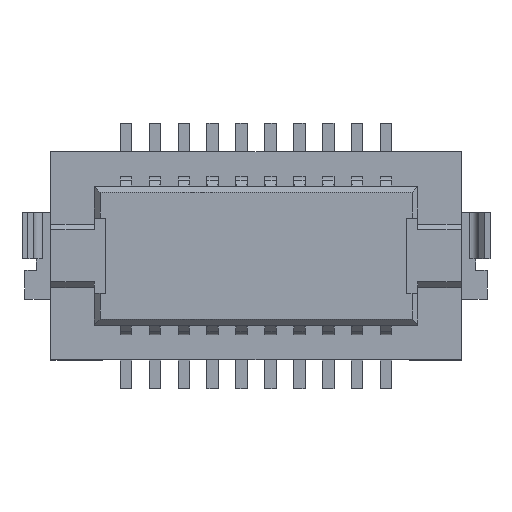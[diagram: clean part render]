
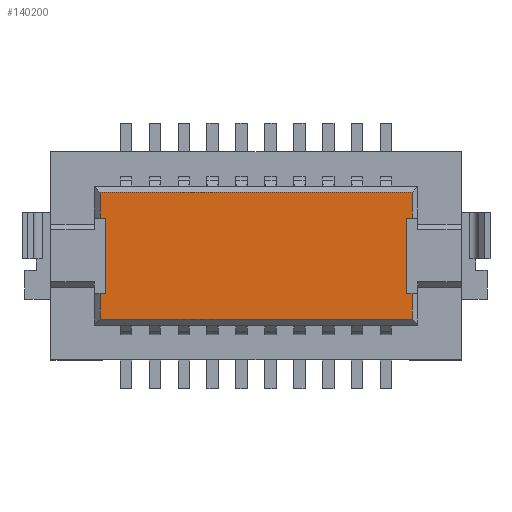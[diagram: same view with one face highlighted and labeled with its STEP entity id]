
A CAD part, top view. The second image highlights one B-rep face of the part: STEP entity #140200.
In plain terms, the highlighted planar face has unit normal (0, 0, 1).
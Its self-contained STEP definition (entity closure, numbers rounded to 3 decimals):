
#6860=CARTESIAN_POINT('',(-1.35,2.15,2.2));
#6870=VERTEX_POINT('',#6860);
#6900=CARTESIAN_POINT('',(1.5,2.15,2.2));
#6910=DIRECTION('',(1.,0.,0.));
#6920=VECTOR('',#6910,1.);
#6930=LINE('',#6900,#6920);
#6940=CARTESIAN_POINT('',(-1.25,2.15,2.2));
#6950=VERTEX_POINT('',#6940);
#6960=EDGE_CURVE('',#6870,#6950,#6930,.T.);
#9740=CARTESIAN_POINT('',(-1.35,0.4,2.2));
#9750=VERTEX_POINT('',#9740);
#9900=CARTESIAN_POINT('',(-1.35,0.85,2.2));
#9910=VERTEX_POINT('',#9900);
#9940=CARTESIAN_POINT('',(-1.35,0.625,2.2));
#9950=DIRECTION('',(0.,-1.,0.));
#9960=VECTOR('',#9950,1.);
#9970=LINE('',#9940,#9960);
#9980=EDGE_CURVE('',#9910,#9750,#9970,.T.);
#11020=CARTESIAN_POINT('',(-1.25,0.,2.2));
#11030=DIRECTION('',(0.,-1.,0.));
#11040=VECTOR('',#11030,1.);
#11050=LINE('',#11020,#11040);
#11060=CARTESIAN_POINT('',(-1.25,0.85,2.2));
#11070=VERTEX_POINT('',#11060);
#11080=EDGE_CURVE('',#6950,#11070,#11050,.T.);
#19100=CARTESIAN_POINT('',(1.5,0.85,2.2));
#19110=DIRECTION('',(-1.,0.,0.));
#19120=VECTOR('',#19110,1.);
#19130=LINE('',#19100,#19120);
#19140=EDGE_CURVE('',#11070,#9910,#19130,.T.);
#25900=CARTESIAN_POINT('',(-1.35,2.6,2.2));
#25910=VERTEX_POINT('',#25900);
#25940=CARTESIAN_POINT('',(-1.35,2.375,2.2));
#25950=DIRECTION('',(0.,-1.,0.));
#25960=VECTOR('',#25950,1.);
#25970=LINE('',#25940,#25960);
#25980=EDGE_CURVE('',#25910,#6870,#25970,.T.);
#139480=CARTESIAN_POINT('',(4.05,2.6,2.2));
#139490=VERTEX_POINT('',#139480);
#139520=CARTESIAN_POINT('',(1.5,2.6,2.2));
#139530=DIRECTION('',(1.,0.,0.));
#139540=VECTOR('',#139530,1.);
#139550=LINE('',#139520,#139540);
#139560=EDGE_CURVE('',#25910,#139490,#139550,.T.);
#139610=CARTESIAN_POINT('',(1.5,0.,2.2));
#139620=DIRECTION('',(0.,0.,1.));
#139630=DIRECTION('',(1.,0.,0.));
#139640=AXIS2_PLACEMENT_3D('',#139610,#139620,#139630);
#139650=PLANE('',#139640);
#139660=ORIENTED_EDGE('',*,*,#9980,.T.);
#139670=ORIENTED_EDGE('',*,*,#19140,.T.);
#139680=ORIENTED_EDGE('',*,*,#11080,.T.);
#139690=ORIENTED_EDGE('',*,*,#6960,.T.);
#139700=ORIENTED_EDGE('',*,*,#25980,.T.);
#139710=ORIENTED_EDGE('',*,*,#139560,.F.);
#139720=CARTESIAN_POINT('',(4.05,2.375,2.2));
#139730=DIRECTION('',(0.,1.,0.));
#139740=VECTOR('',#139730,1.);
#139750=LINE('',#139720,#139740);
#139760=CARTESIAN_POINT('',(4.05,2.15,2.2));
#139770=VERTEX_POINT('',#139760);
#139780=EDGE_CURVE('',#139770,#139490,#139750,.T.);
#139790=ORIENTED_EDGE('',*,*,#139780,.T.);
#139800=CARTESIAN_POINT('',(1.5,2.15,2.2));
#139810=DIRECTION('',(1.,0.,0.));
#139820=VECTOR('',#139810,1.);
#139830=LINE('',#139800,#139820);
#139840=CARTESIAN_POINT('',(3.95,2.15,2.2));
#139850=VERTEX_POINT('',#139840);
#139860=EDGE_CURVE('',#139850,#139770,#139830,.T.);
#139870=ORIENTED_EDGE('',*,*,#139860,.T.);
#139880=CARTESIAN_POINT('',(3.95,0.,2.2));
#139890=DIRECTION('',(0.,1.,0.));
#139900=VECTOR('',#139890,1.);
#139910=LINE('',#139880,#139900);
#139920=CARTESIAN_POINT('',(3.95,0.85,2.2));
#139930=VERTEX_POINT('',#139920);
#139940=EDGE_CURVE('',#139930,#139850,#139910,.T.);
#139950=ORIENTED_EDGE('',*,*,#139940,.T.);
#139960=CARTESIAN_POINT('',(1.5,0.85,2.2));
#139970=DIRECTION('',(-1.,0.,0.));
#139980=VECTOR('',#139970,1.);
#139990=LINE('',#139960,#139980);
#140000=CARTESIAN_POINT('',(4.05,0.85,2.2));
#140010=VERTEX_POINT('',#140000);
#140020=EDGE_CURVE('',#140010,#139930,#139990,.T.);
#140030=ORIENTED_EDGE('',*,*,#140020,.T.);
#140040=CARTESIAN_POINT('',(4.05,0.625,2.2));
#140050=DIRECTION('',(0.,1.,0.));
#140060=VECTOR('',#140050,1.);
#140070=LINE('',#140040,#140060);
#140080=CARTESIAN_POINT('',(4.05,0.4,2.2));
#140090=VERTEX_POINT('',#140080);
#140100=EDGE_CURVE('',#140090,#140010,#140070,.T.);
#140110=ORIENTED_EDGE('',*,*,#140100,.T.);
#140120=CARTESIAN_POINT('',(0.5,0.4,2.2));
#140130=DIRECTION('',(1.,0.,0.));
#140140=VECTOR('',#140130,1.);
#140150=LINE('',#140120,#140140);
#140160=EDGE_CURVE('',#9750,#140090,#140150,.T.);
#140170=ORIENTED_EDGE('',*,*,#140160,.T.);
#140180=EDGE_LOOP('',(#140170,#140110,#140030,#139950,#139870,#139790,
#139710,#139700,#139690,#139680,#139670,#139660));
#140190=FACE_OUTER_BOUND('',#140180,.T.);
#140200=ADVANCED_FACE('',(#140190),#139650,.T.);
